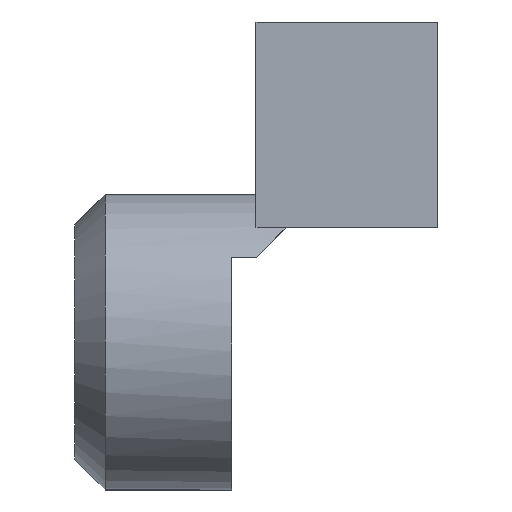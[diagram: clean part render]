
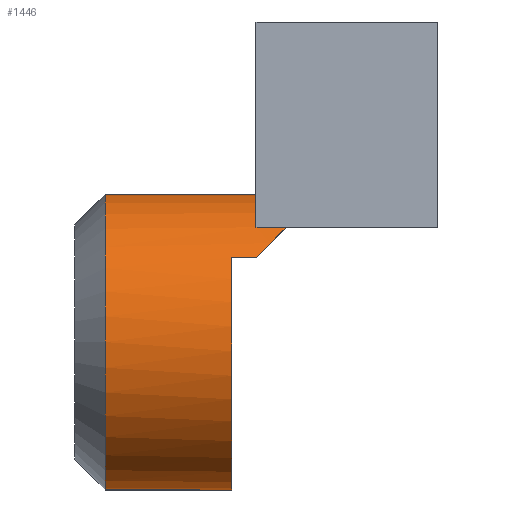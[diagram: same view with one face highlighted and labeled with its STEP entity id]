
A CAD part, left-side view. The second image highlights one B-rep face of the part: STEP entity #1446.
In plain terms, the highlighted cylindrical face has radius 2.45 mm (diameter 4.9 mm), a partial arc.
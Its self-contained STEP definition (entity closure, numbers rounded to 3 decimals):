
#1 = CARTESIAN_POINT ( 'NONE',  ( -12.45, 0.4, 0. ) ) ;
#61 = EDGE_CURVE ( 'NONE', #1013, #189, #126, .T. ) ;
#62 = DIRECTION ( 'NONE',  ( 0., -1., 0. ) ) ;
#105 = VECTOR ( 'NONE', #1172, 1000. ) ;
#118 = CARTESIAN_POINT ( 'NONE',  ( -12.45, 3., -2.45 ) ) ;
#126 = LINE ( 'NONE', #151, #1412 ) ;
#146 = CARTESIAN_POINT ( 'NONE',  ( -14.33, -0.188, 1.588 ) ) ;
#151 = CARTESIAN_POINT ( 'NONE',  ( -12.45, 3., 2.45 ) ) ;
#189 = VERTEX_POINT ( 'NONE', #660 ) ;
#264 = VERTEX_POINT ( 'NONE', #389 ) ;
#320 = CIRCLE ( 'NONE', #1097, 2.45 ) ;
#332 = CARTESIAN_POINT ( 'NONE',  ( -13.997, -0.5, 1.9 ) ) ;
#377 = CIRCLE ( 'NONE', #1450, 2.45 ) ;
#389 = CARTESIAN_POINT ( 'NONE',  ( -12.45, 0.4, -2.45 ) ) ;
#414 = LINE ( 'NONE', #547, #796 ) ;
#415 = CYLINDRICAL_SURFACE ( 'NONE', #1076, 2.45 ) ;
#418 = CARTESIAN_POINT ( 'NONE',  ( -14.461, 0.4, 1.4 ) ) ;
#473 = DIRECTION ( 'NONE',  ( 0., 0., -1. ) ) ;
#492 = ORIENTED_EDGE ( 'NONE', *, *, #706, .T. ) ;
#547 = CARTESIAN_POINT ( 'NONE',  ( -13.997, 0., 1.9 ) ) ;
#562 = CARTESIAN_POINT ( 'NONE',  ( -14.461, 3., 1.4 ) ) ;
#567 = ORIENTED_EDGE ( 'NONE', *, *, #1105, .F. ) ;
#640 = EDGE_CURVE ( 'NONE', #1245, #1137, #414, .T. ) ;
#649 = CIRCLE ( 'NONE', #1477, 2.45 ) ;
#656 = DIRECTION ( 'NONE',  ( 0., 1., 0. ) ) ;
#660 = CARTESIAN_POINT ( 'NONE',  ( -12.45, 0., 2.45 ) ) ;
#681 = EDGE_CURVE ( 'NONE', #1006, #1160, #774, .T. ) ;
#699 = ORIENTED_EDGE ( 'NONE', *, *, #875, .T. ) ;
#706 = EDGE_CURVE ( 'NONE', #1245, #189, #320, .T. ) ;
#716 = DIRECTION ( 'NONE',  ( 0., -1., 0. ) ) ;
#757 = CARTESIAN_POINT ( 'NONE',  ( -13.997, -0.5, 1.9 ) ) ;
#774 = LINE ( 'NONE', #562, #999 ) ;
#780 = ORIENTED_EDGE ( 'NONE', *, *, #61, .F. ) ;
#793 = FACE_OUTER_BOUND ( 'NONE', #1271, .T. ) ;
#796 = VECTOR ( 'NONE', #1370, 1000. ) ;
#810 = DIRECTION ( 'NONE',  ( 0., -1., 0. ) ) ;
#846 = ORIENTED_EDGE ( 'NONE', *, *, #1273, .T. ) ;
#875 = EDGE_CURVE ( 'NONE', #1160, #1137, #1331, .T. ) ;
#880 = CARTESIAN_POINT ( 'NONE',  ( -14.461, 0., 1.4 ) ) ;
#940 = CARTESIAN_POINT ( 'NONE',  ( -14.461, 0., 1.4 ) ) ;
#970 = DIRECTION ( 'NONE',  ( 0., 0., 1. ) ) ;
#986 = CARTESIAN_POINT ( 'NONE',  ( -13.997, 0., 1.9 ) ) ;
#999 = VECTOR ( 'NONE', #1255, 1000. ) ;
#1006 = VERTEX_POINT ( 'NONE', #418 ) ;
#1013 = VERTEX_POINT ( 'NONE', #1269 ) ;
#1057 = CARTESIAN_POINT ( 'NONE',  ( -12.45, 2.5, -2.45 ) ) ;
#1076 = AXIS2_PLACEMENT_3D ( 'NONE', #1388, #62, #1132 ) ;
#1092 = CARTESIAN_POINT ( 'NONE',  ( -12.45, 2.5, 0. ) ) ;
#1097 = AXIS2_PLACEMENT_3D ( 'NONE', #1129, #656, #1402 ) ;
#1105 = EDGE_CURVE ( 'NONE', #1006, #264, #649, .T. ) ;
#1129 = CARTESIAN_POINT ( 'NONE',  ( -12.45, 0., 0. ) ) ;
#1132 = DIRECTION ( 'NONE',  ( 0., 0., -1. ) ) ;
#1137 = VERTEX_POINT ( 'NONE', #332 ) ;
#1143 = EDGE_CURVE ( 'NONE', #1183, #264, #1188, .T. ) ;
#1160 = VERTEX_POINT ( 'NONE', #940 ) ;
#1172 = DIRECTION ( 'NONE',  ( 0., -1., 0. ) ) ;
#1183 = VERTEX_POINT ( 'NONE', #1057 ) ;
#1188 = LINE ( 'NONE', #118, #105 ) ;
#1245 = VERTEX_POINT ( 'NONE', #986 ) ;
#1254 = ORIENTED_EDGE ( 'NONE', *, *, #681, .T. ) ;
#1255 = DIRECTION ( 'NONE',  ( 0., -1., 0. ) ) ;
#1269 = CARTESIAN_POINT ( 'NONE',  ( -12.45, 2.5, 2.45 ) ) ;
#1271 = EDGE_LOOP ( 'NONE', ( #567, #1254, #699, #1433, #492, #780, #846, #1345 ) ) ;
#1273 = EDGE_CURVE ( 'NONE', #1013, #1183, #377, .T. ) ;
#1320 = DIRECTION ( 'NONE',  ( 0., -1., 0. ) ) ;
#1331 =( BOUNDED_CURVE ( )  B_SPLINE_CURVE ( 3, ( #880, #146, #1358, #757 ),
 .UNSPECIFIED., .F., .T. ) 
 B_SPLINE_CURVE_WITH_KNOTS ( ( 4, 4 ),
 ( 5.321, 5.6 ),
 .UNSPECIFIED. ) 
 CURVE ( )  GEOMETRIC_REPRESENTATION_ITEM ( )  RATIONAL_B_SPLINE_CURVE ( ( 1., 0.994, 0.994, 1. ) ) 
 REPRESENTATION_ITEM ( '' )  );
#1345 = ORIENTED_EDGE ( 'NONE', *, *, #1143, .T. ) ;
#1358 = CARTESIAN_POINT ( 'NONE',  ( -14.174, -0.356, 1.756 ) ) ;
#1370 = DIRECTION ( 'NONE',  ( 0., -1., 0. ) ) ;
#1388 = CARTESIAN_POINT ( 'NONE',  ( -12.45, 3., 0. ) ) ;
#1402 = DIRECTION ( 'NONE',  ( 0., 0., 1. ) ) ;
#1412 = VECTOR ( 'NONE', #716, 1000. ) ;
#1433 = ORIENTED_EDGE ( 'NONE', *, *, #640, .F. ) ;
#1446 = ADVANCED_FACE ( 'NONE', ( #793 ), #415, .T. ) ;
#1450 = AXIS2_PLACEMENT_3D ( 'NONE', #1092, #1320, #970 ) ;
#1477 = AXIS2_PLACEMENT_3D ( 'NONE', #1, #810, #473 ) ;
